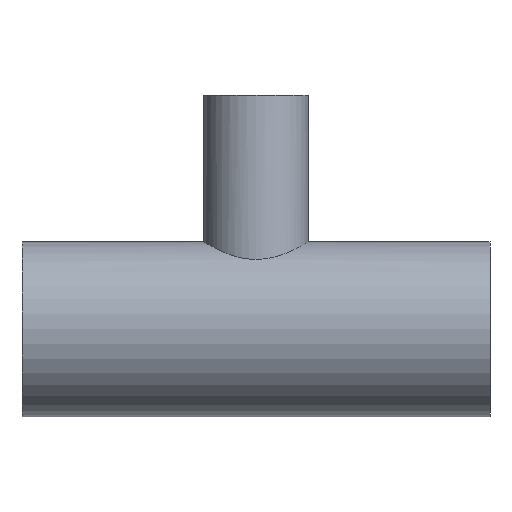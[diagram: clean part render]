
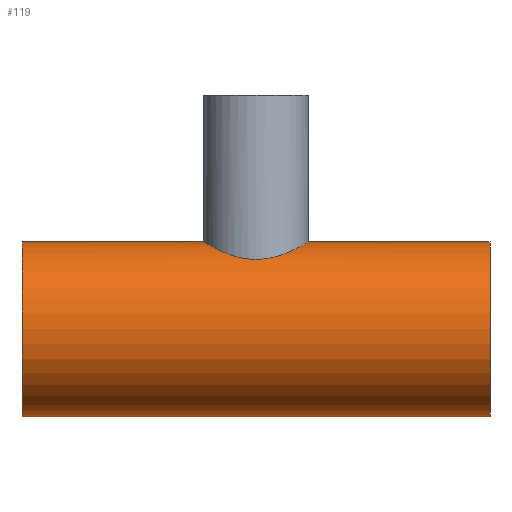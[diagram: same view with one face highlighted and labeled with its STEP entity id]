
A CAD part, front view. The second image highlights one B-rep face of the part: STEP entity #119.
In plain terms, the highlighted cylindrical face has radius 31.75 mm (diameter 63.5 mm), a full revolution.
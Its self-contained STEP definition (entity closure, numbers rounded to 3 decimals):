
#16=FACE_BOUND('',#35,.T.);
#26=FACE_OUTER_BOUND('',#34,.T.);
#34=EDGE_LOOP('',(#96,#97,#98,#99));
#35=EDGE_LOOP('',(#100,#101));
#44=B_SPLINE_CURVE_WITH_KNOTS('',3,(#261,#262,#263,#264,#265,#266,#267,
#268,#269,#270,#271,#272,#273,#274,#275,#276,#277,#278),.UNSPECIFIED.,.F.,
 .F.,(4,2,2,2,2,2,2,2,4),(0.,0.371,0.743,1.114,
1.485,1.854,2.223,2.592,2.961),
 .UNSPECIFIED.);
#45=B_SPLINE_CURVE_WITH_KNOTS('',3,(#279,#280,#281,#282,#283,#284,#285,
#286,#287,#288,#289,#290,#291,#292,#293,#294,#295,#296,#297,#298,#299,#300,
#301,#302,#303,#304,#305,#306,#307,#308,#309,#310,#311,#312,#313,#314,#315,
#316,#317,#318,#319,#320,#321,#322,#323,#324,#325,#326,#327,#328),
 .UNSPECIFIED.,.F.,.F.,(4,2,2,2,2,2,2,2,2,2,2,2,2,2,2,2,2,2,2,2,2,2,2,2,
4),(2.961,3.33,3.699,4.068,
4.437,4.808,5.18,5.551,5.922,
6.294,6.665,7.036,7.408,7.777,
8.146,8.515,8.884,9.253,9.621,
9.99,10.359,10.731,11.102,11.473,
11.845),.UNSPECIFIED.);
#48=LINE('',#334,#52);
#52=VECTOR('',#174,31.75);
#56=CIRCLE('',#149,31.75);
#57=CIRCLE('',#150,31.75);
#64=VERTEX_POINT('',#258);
#65=VERTEX_POINT('',#260);
#66=VERTEX_POINT('',#331);
#67=VERTEX_POINT('',#333);
#76=EDGE_CURVE('',#65,#64,#44,.T.);
#77=EDGE_CURVE('',#64,#65,#45,.T.);
#78=EDGE_CURVE('',#66,#66,#56,.T.);
#79=EDGE_CURVE('',#66,#67,#48,.T.);
#80=EDGE_CURVE('',#67,#67,#57,.T.);
#96=ORIENTED_EDGE('',*,*,#78,.F.);
#97=ORIENTED_EDGE('',*,*,#79,.T.);
#98=ORIENTED_EDGE('',*,*,#80,.F.);
#99=ORIENTED_EDGE('',*,*,#79,.F.);
#100=ORIENTED_EDGE('',*,*,#76,.T.);
#101=ORIENTED_EDGE('',*,*,#77,.T.);
#114=CYLINDRICAL_SURFACE('',#148,31.75);
#119=ADVANCED_FACE('',(#26,#16),#114,.T.);
#148=AXIS2_PLACEMENT_3D('',#330,#170,#171);
#149=AXIS2_PLACEMENT_3D('',#332,#172,#173);
#150=AXIS2_PLACEMENT_3D('',#335,#175,#176);
#170=DIRECTION('center_axis',(1.,0.,0.));
#171=DIRECTION('ref_axis',(0.,1.,0.));
#172=DIRECTION('center_axis',(1.,0.,0.));
#173=DIRECTION('ref_axis',(0.,1.,0.));
#174=DIRECTION('',(-1.,0.,0.));
#175=DIRECTION('center_axis',(-1.,0.,0.));
#176=DIRECTION('ref_axis',(0.,1.,0.));
#258=CARTESIAN_POINT('',(-19.05,0.,31.75));
#260=CARTESIAN_POINT('',(0.,-19.05,25.4));
#261=CARTESIAN_POINT('Ctrl Pts',(0.,-19.05,25.4));
#262=CARTESIAN_POINT('Ctrl Pts',(-1.238,-19.05,25.4));
#263=CARTESIAN_POINT('Ctrl Pts',(-2.502,-18.928,25.493));
#264=CARTESIAN_POINT('Ctrl Pts',(-4.99,-18.428,25.856));
#265=CARTESIAN_POINT('Ctrl Pts',(-6.215,-18.052,26.125));
#266=CARTESIAN_POINT('Ctrl Pts',(-8.546,-17.072,26.776));
#267=CARTESIAN_POINT('Ctrl Pts',(-9.655,-16.468,27.157));
#268=CARTESIAN_POINT('Ctrl Pts',(-11.702,-15.083,27.95));
#269=CARTESIAN_POINT('Ctrl Pts',(-12.64,-14.301,28.362));
#270=CARTESIAN_POINT('Ctrl Pts',(-14.296,-12.645,29.138));
#271=CARTESIAN_POINT('Ctrl Pts',(-15.077,-11.71,29.532));
#272=CARTESIAN_POINT('Ctrl Pts',(-16.464,-9.663,30.264));
#273=CARTESIAN_POINT('Ctrl Pts',(-17.071,-8.55,30.601));
#274=CARTESIAN_POINT('Ctrl Pts',(-18.054,-6.211,31.16));
#275=CARTESIAN_POINT('Ctrl Pts',(-18.431,-4.982,31.382));
#276=CARTESIAN_POINT('Ctrl Pts',(-18.929,-2.492,31.677));
#277=CARTESIAN_POINT('Ctrl Pts',(-19.05,-1.23,31.75));
#278=CARTESIAN_POINT('Ctrl Pts',(-19.05,0.,31.75));
#279=CARTESIAN_POINT('Ctrl Pts',(-19.05,0.,31.75));
#280=CARTESIAN_POINT('Ctrl Pts',(-19.05,1.23,31.75));
#281=CARTESIAN_POINT('Ctrl Pts',(-18.929,2.492,31.677));
#282=CARTESIAN_POINT('Ctrl Pts',(-18.431,4.982,31.382));
#283=CARTESIAN_POINT('Ctrl Pts',(-18.054,6.211,31.16));
#284=CARTESIAN_POINT('Ctrl Pts',(-17.071,8.55,30.601));
#285=CARTESIAN_POINT('Ctrl Pts',(-16.464,9.663,30.264));
#286=CARTESIAN_POINT('Ctrl Pts',(-15.077,11.71,29.532));
#287=CARTESIAN_POINT('Ctrl Pts',(-14.296,12.645,29.138));
#288=CARTESIAN_POINT('Ctrl Pts',(-12.64,14.301,28.362));
#289=CARTESIAN_POINT('Ctrl Pts',(-11.702,15.083,27.95));
#290=CARTESIAN_POINT('Ctrl Pts',(-9.655,16.468,27.157));
#291=CARTESIAN_POINT('Ctrl Pts',(-8.546,17.072,26.776));
#292=CARTESIAN_POINT('Ctrl Pts',(-6.215,18.052,26.125));
#293=CARTESIAN_POINT('Ctrl Pts',(-4.99,18.428,25.856));
#294=CARTESIAN_POINT('Ctrl Pts',(-2.502,18.928,25.493));
#295=CARTESIAN_POINT('Ctrl Pts',(-1.238,19.05,25.4));
#296=CARTESIAN_POINT('Ctrl Pts',(1.238,19.05,25.4));
#297=CARTESIAN_POINT('Ctrl Pts',(2.502,18.928,25.493));
#298=CARTESIAN_POINT('Ctrl Pts',(4.99,18.428,25.856));
#299=CARTESIAN_POINT('Ctrl Pts',(6.215,18.052,26.125));
#300=CARTESIAN_POINT('Ctrl Pts',(8.546,17.072,26.776));
#301=CARTESIAN_POINT('Ctrl Pts',(9.655,16.468,27.157));
#302=CARTESIAN_POINT('Ctrl Pts',(11.702,15.083,27.95));
#303=CARTESIAN_POINT('Ctrl Pts',(12.64,14.301,28.362));
#304=CARTESIAN_POINT('Ctrl Pts',(14.296,12.645,29.138));
#305=CARTESIAN_POINT('Ctrl Pts',(15.077,11.71,29.532));
#306=CARTESIAN_POINT('Ctrl Pts',(16.464,9.663,30.264));
#307=CARTESIAN_POINT('Ctrl Pts',(17.071,8.55,30.601));
#308=CARTESIAN_POINT('Ctrl Pts',(18.054,6.211,31.16));
#309=CARTESIAN_POINT('Ctrl Pts',(18.431,4.982,31.382));
#310=CARTESIAN_POINT('Ctrl Pts',(18.929,2.492,31.677));
#311=CARTESIAN_POINT('Ctrl Pts',(19.05,1.23,31.75));
#312=CARTESIAN_POINT('Ctrl Pts',(19.05,-1.23,31.75));
#313=CARTESIAN_POINT('Ctrl Pts',(18.929,-2.492,31.677));
#314=CARTESIAN_POINT('Ctrl Pts',(18.431,-4.982,31.382));
#315=CARTESIAN_POINT('Ctrl Pts',(18.054,-6.211,31.16));
#316=CARTESIAN_POINT('Ctrl Pts',(17.071,-8.55,30.601));
#317=CARTESIAN_POINT('Ctrl Pts',(16.464,-9.663,30.264));
#318=CARTESIAN_POINT('Ctrl Pts',(15.077,-11.71,29.532));
#319=CARTESIAN_POINT('Ctrl Pts',(14.296,-12.645,29.138));
#320=CARTESIAN_POINT('Ctrl Pts',(12.64,-14.301,28.362));
#321=CARTESIAN_POINT('Ctrl Pts',(11.702,-15.083,27.95));
#322=CARTESIAN_POINT('Ctrl Pts',(9.655,-16.468,27.157));
#323=CARTESIAN_POINT('Ctrl Pts',(8.546,-17.072,26.776));
#324=CARTESIAN_POINT('Ctrl Pts',(6.215,-18.052,26.125));
#325=CARTESIAN_POINT('Ctrl Pts',(4.99,-18.428,25.856));
#326=CARTESIAN_POINT('Ctrl Pts',(2.502,-18.928,25.493));
#327=CARTESIAN_POINT('Ctrl Pts',(1.238,-19.05,25.4));
#328=CARTESIAN_POINT('Ctrl Pts',(0.,-19.05,25.4));
#330=CARTESIAN_POINT('Origin',(0.,0.,0.));
#331=CARTESIAN_POINT('',(85.,-31.75,0.));
#332=CARTESIAN_POINT('Origin',(85.,0.,0.));
#333=CARTESIAN_POINT('',(-85.,-31.75,0.));
#334=CARTESIAN_POINT('',(0.,-31.75,0.));
#335=CARTESIAN_POINT('Origin',(-85.,0.,0.));
